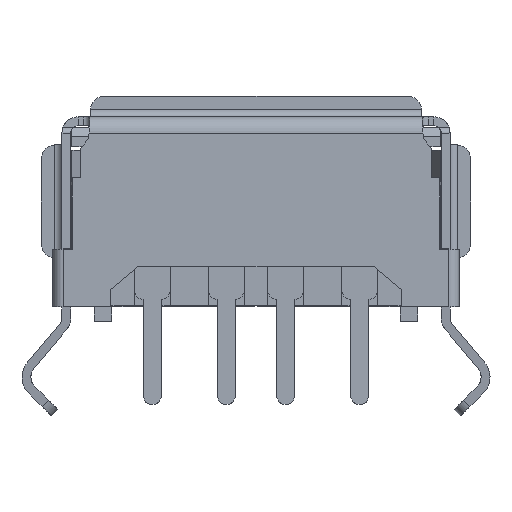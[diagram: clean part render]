
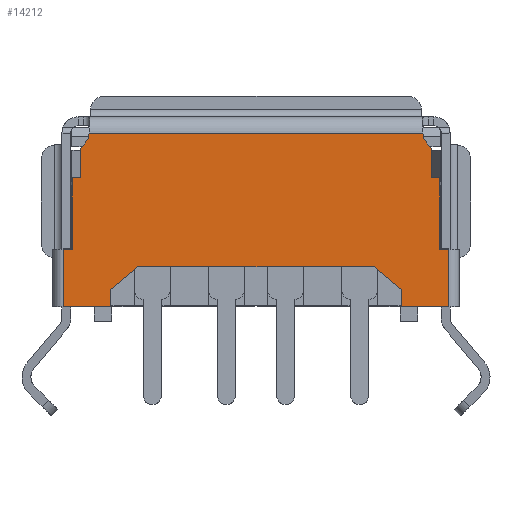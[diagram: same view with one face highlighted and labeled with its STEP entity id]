
A CAD part, left-side view. The second image highlights one B-rep face of the part: STEP entity #14212.
In plain terms, the highlighted planar face has unit normal (-1, 0, 0).
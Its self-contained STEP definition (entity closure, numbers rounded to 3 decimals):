
#880=FACE_OUTER_BOUND('',#1659,.T.);
#1659=EDGE_LOOP('',(#11232,#11233,#11234,#11235,#11236,#11237,#11238,#11239,
#11240,#11241,#11242,#11243,#11244,#11245,#11246,#11247,#11248,#11249,#11250,
#11251,#11252,#11253));
#3401=LINE('',#22169,#5018);
#3411=LINE('',#22186,#5028);
#3412=LINE('',#22189,#5029);
#3413=LINE('',#22191,#5030);
#3414=LINE('',#22193,#5031);
#3415=LINE('',#22195,#5032);
#3416=LINE('',#22197,#5033);
#3417=LINE('',#22199,#5034);
#3418=LINE('',#22201,#5035);
#3419=LINE('',#22203,#5036);
#3420=LINE('',#22205,#5037);
#3421=LINE('',#22207,#5038);
#3422=LINE('',#22209,#5039);
#3423=LINE('',#22211,#5040);
#3424=LINE('',#22213,#5041);
#3425=LINE('',#22215,#5042);
#3426=LINE('',#22217,#5043);
#3427=LINE('',#22219,#5044);
#3428=LINE('',#22221,#5045);
#3429=LINE('',#22223,#5046);
#3430=LINE('',#22225,#5047);
#3431=LINE('',#22226,#5048);
#5018=VECTOR('',#17874,1000.);
#5028=VECTOR('',#17888,1000.);
#5029=VECTOR('',#17891,1000.);
#5030=VECTOR('',#17892,1000.);
#5031=VECTOR('',#17893,1000.);
#5032=VECTOR('',#17894,1000.);
#5033=VECTOR('',#17895,1000.);
#5034=VECTOR('',#17896,1000.);
#5035=VECTOR('',#17897,1000.);
#5036=VECTOR('',#17898,1000.);
#5037=VECTOR('',#17899,1000.);
#5038=VECTOR('',#17900,1000.);
#5039=VECTOR('',#17901,1000.);
#5040=VECTOR('',#17902,1000.);
#5041=VECTOR('',#17903,1000.);
#5042=VECTOR('',#17904,1000.);
#5043=VECTOR('',#17905,1000.);
#5044=VECTOR('',#17906,1000.);
#5045=VECTOR('',#17907,1000.);
#5046=VECTOR('',#17908,1000.);
#5047=VECTOR('',#17909,1000.);
#5048=VECTOR('',#17910,1000.);
#6502=VERTEX_POINT('',#22147);
#6506=VERTEX_POINT('',#22159);
#6510=VERTEX_POINT('',#22168);
#6516=VERTEX_POINT('',#22188);
#6517=VERTEX_POINT('',#22190);
#6518=VERTEX_POINT('',#22192);
#6519=VERTEX_POINT('',#22194);
#6520=VERTEX_POINT('',#22196);
#6521=VERTEX_POINT('',#22198);
#6522=VERTEX_POINT('',#22200);
#6523=VERTEX_POINT('',#22202);
#6524=VERTEX_POINT('',#22204);
#6525=VERTEX_POINT('',#22206);
#6526=VERTEX_POINT('',#22208);
#6527=VERTEX_POINT('',#22210);
#6528=VERTEX_POINT('',#22212);
#6529=VERTEX_POINT('',#22214);
#6530=VERTEX_POINT('',#22216);
#6531=VERTEX_POINT('',#22218);
#6532=VERTEX_POINT('',#22220);
#6533=VERTEX_POINT('',#22222);
#6534=VERTEX_POINT('',#22224);
#8184=EDGE_CURVE('',#6510,#6506,#3401,.T.);
#8194=EDGE_CURVE('',#6502,#6506,#3411,.T.);
#8195=EDGE_CURVE('',#6510,#6516,#3412,.T.);
#8196=EDGE_CURVE('',#6516,#6517,#3413,.T.);
#8197=EDGE_CURVE('',#6517,#6518,#3414,.T.);
#8198=EDGE_CURVE('',#6518,#6519,#3415,.T.);
#8199=EDGE_CURVE('',#6519,#6520,#3416,.T.);
#8200=EDGE_CURVE('',#6520,#6521,#3417,.T.);
#8201=EDGE_CURVE('',#6522,#6521,#3418,.T.);
#8202=EDGE_CURVE('',#6523,#6522,#3419,.T.);
#8203=EDGE_CURVE('',#6523,#6524,#3420,.T.);
#8204=EDGE_CURVE('',#6525,#6524,#3421,.T.);
#8205=EDGE_CURVE('',#6526,#6525,#3422,.T.);
#8206=EDGE_CURVE('',#6527,#6526,#3423,.T.);
#8207=EDGE_CURVE('',#6528,#6527,#3424,.T.);
#8208=EDGE_CURVE('',#6528,#6529,#3425,.T.);
#8209=EDGE_CURVE('',#6530,#6529,#3426,.T.);
#8210=EDGE_CURVE('',#6531,#6530,#3427,.T.);
#8211=EDGE_CURVE('',#6532,#6531,#3428,.T.);
#8212=EDGE_CURVE('',#6533,#6532,#3429,.T.);
#8213=EDGE_CURVE('',#6533,#6534,#3430,.T.);
#8214=EDGE_CURVE('',#6534,#6502,#3431,.T.);
#11232=ORIENTED_EDGE('',*,*,#8184,.F.);
#11233=ORIENTED_EDGE('',*,*,#8195,.T.);
#11234=ORIENTED_EDGE('',*,*,#8196,.T.);
#11235=ORIENTED_EDGE('',*,*,#8197,.T.);
#11236=ORIENTED_EDGE('',*,*,#8198,.T.);
#11237=ORIENTED_EDGE('',*,*,#8199,.T.);
#11238=ORIENTED_EDGE('',*,*,#8200,.T.);
#11239=ORIENTED_EDGE('',*,*,#8201,.F.);
#11240=ORIENTED_EDGE('',*,*,#8202,.F.);
#11241=ORIENTED_EDGE('',*,*,#8203,.T.);
#11242=ORIENTED_EDGE('',*,*,#8204,.F.);
#11243=ORIENTED_EDGE('',*,*,#8205,.F.);
#11244=ORIENTED_EDGE('',*,*,#8206,.F.);
#11245=ORIENTED_EDGE('',*,*,#8207,.F.);
#11246=ORIENTED_EDGE('',*,*,#8208,.T.);
#11247=ORIENTED_EDGE('',*,*,#8209,.F.);
#11248=ORIENTED_EDGE('',*,*,#8210,.F.);
#11249=ORIENTED_EDGE('',*,*,#8211,.F.);
#11250=ORIENTED_EDGE('',*,*,#8212,.F.);
#11251=ORIENTED_EDGE('',*,*,#8213,.T.);
#11252=ORIENTED_EDGE('',*,*,#8214,.T.);
#11253=ORIENTED_EDGE('',*,*,#8194,.T.);
#13595=PLANE('',#15191);
#14212=ADVANCED_FACE('',(#880),#13595,.T.);
#15191=AXIS2_PLACEMENT_3D('',#22187,#17889,#17890);
#17874=DIRECTION('',(0.,1.,0.));
#17888=DIRECTION('',(0.,0.,-1.));
#17889=DIRECTION('center_axis',(-1.,0.,0.));
#17890=DIRECTION('ref_axis',(0.,0.,
1.));
#17891=DIRECTION('',(0.,0.,1.));
#17892=DIRECTION('',(0.,-0.766,0.643));
#17893=DIRECTION('',(0.,-1.,0.));
#17894=DIRECTION('',(0.,-0.766,-0.643));
#17895=DIRECTION('',(0.,0.,-1.));
#17896=DIRECTION('',(0.,-1.,0.));
#17897=DIRECTION('',(0.,0.,-1.));
#17898=DIRECTION('',(0.,-1.,0.));
#17899=DIRECTION('',(0.,0.,1.));
#17900=DIRECTION('',(0.,-1.,0.));
#17901=DIRECTION('',(0.,0.,-1.));
#17902=DIRECTION('',(0.,-0.655,-0.755));
#17903=DIRECTION('',(0.,-0.072,-0.997));
#17904=DIRECTION('',(0.,1.,0.));
#17905=DIRECTION('',(0.,-0.072,0.997));
#17906=DIRECTION('',(0.,-0.655,0.755));
#17907=DIRECTION('',(0.,0.,1.));
#17908=DIRECTION('',(0.,-1.,0.));
#17909=DIRECTION('',(0.,0.,-1.));
#17910=DIRECTION('',(0.,1.,0.));
#22147=CARTESIAN_POINT('',(-7.05,6.51,2.43));
#22159=CARTESIAN_POINT('',(-7.05,6.51,0.48));
#22168=CARTESIAN_POINT('',(-7.05,4.92,0.48));
#22169=CARTESIAN_POINT('',(-7.05,6.2,0.48));
#22186=CARTESIAN_POINT('',(-7.05,6.51,2.43));
#22187=CARTESIAN_POINT('Origin',(-7.05,6.2,2.43));
#22188=CARTESIAN_POINT('',(-7.05,4.92,1.058));
#22189=CARTESIAN_POINT('',(-7.05,4.92,0.48));
#22190=CARTESIAN_POINT('',(-7.05,4.,1.83));
#22191=CARTESIAN_POINT('',(-7.05,4.92,1.058));
#22192=CARTESIAN_POINT('',(-7.05,-4.,1.83));
#22193=CARTESIAN_POINT('',(-7.05,4.,1.83));
#22194=CARTESIAN_POINT('',(-7.05,-4.92,1.058));
#22195=CARTESIAN_POINT('',(-7.05,-4.92,1.058));
#22196=CARTESIAN_POINT('',(-7.05,-4.92,0.48));
#22197=CARTESIAN_POINT('',(-7.05,-4.92,0.48));
#22198=CARTESIAN_POINT('',(-7.05,-6.51,0.48));
#22199=CARTESIAN_POINT('',(-7.05,-6.2,0.48));
#22200=CARTESIAN_POINT('',(-7.05,-6.51,2.43));
#22201=CARTESIAN_POINT('',(-7.05,-6.51,2.43));
#22202=CARTESIAN_POINT('',(-7.05,-6.2,2.43));
#22203=CARTESIAN_POINT('',(-7.05,-6.2,2.43));
#22204=CARTESIAN_POINT('',(-7.05,-6.2,4.836));
#22205=CARTESIAN_POINT('',(-7.05,-6.2,4.836));
#22206=CARTESIAN_POINT('',(-7.05,-5.925,4.836));
#22207=CARTESIAN_POINT('',(-7.05,0.,4.836));
#22208=CARTESIAN_POINT('',(-7.05,-5.925,5.839));
#22209=CARTESIAN_POINT('',(-7.05,-5.925,4.04));
#22210=CARTESIAN_POINT('',(-7.05,-5.649,6.157));
#22211=CARTESIAN_POINT('',(-7.05,-4.271,7.745));
#22212=CARTESIAN_POINT('',(-7.05,-5.635,6.35));
#22213=CARTESIAN_POINT('',(-7.05,-5.772,4.457));
#22214=CARTESIAN_POINT('',(-7.05,5.635,6.35));
#22215=CARTESIAN_POINT('',(-7.05,0.,6.35));
#22216=CARTESIAN_POINT('',(-7.05,5.649,6.157));
#22217=CARTESIAN_POINT('',(-7.05,5.772,4.457));
#22218=CARTESIAN_POINT('',(-7.05,5.925,5.839));
#22219=CARTESIAN_POINT('',(-7.05,4.271,7.745));
#22220=CARTESIAN_POINT('',(-7.05,5.925,4.836));
#22221=CARTESIAN_POINT('',(-7.05,5.925,4.04));
#22222=CARTESIAN_POINT('',(-7.05,6.2,4.836));
#22223=CARTESIAN_POINT('',(-7.05,0.,4.836));
#22224=CARTESIAN_POINT('',(-7.05,6.2,2.43));
#22225=CARTESIAN_POINT('',(-7.05,6.2,4.836));
#22226=CARTESIAN_POINT('',(-7.05,6.2,2.43));
